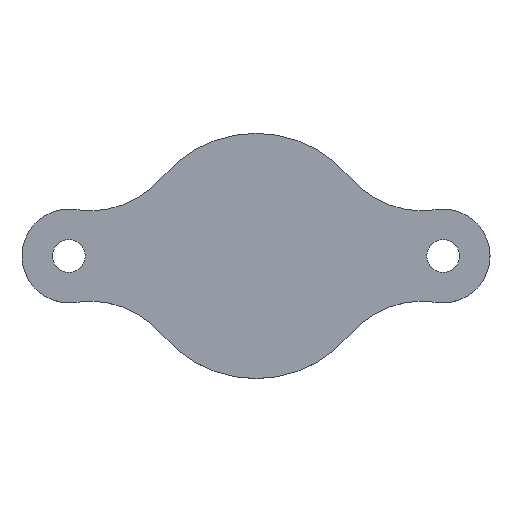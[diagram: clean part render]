
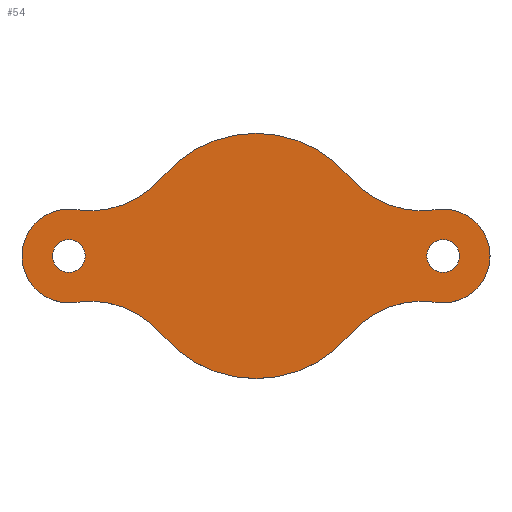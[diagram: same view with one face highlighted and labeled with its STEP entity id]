
A CAD part, top view. The second image highlights one B-rep face of the part: STEP entity #54.
In plain terms, the highlighted planar face has unit normal (0, 0, 1).
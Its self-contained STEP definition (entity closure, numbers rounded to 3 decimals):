
#54=ADVANCED_FACE('',(#76,#78,#80),#82,.T.);
#76=FACE_BOUND('',#77,.T.);
#77=EDGE_LOOP('',(#171,#172,#173,#174,#175,#176,#177,#178));
#78=FACE_BOUND('',#79,.T.);
#79=EDGE_LOOP('',(#179));
#80=FACE_BOUND('',#81,.T.);
#81=EDGE_LOOP('',(#180));
#82=PLANE('',#83);
#83=AXIS2_PLACEMENT_3D('',#84,#85,#86);
#84=CARTESIAN_POINT('',(0.,0.,1.6));
#85=DIRECTION('',(0.,0.,1.));
#86=DIRECTION('',(-1.,0.,0.));
#171=ORIENTED_EDGE('',*,*,#227,.T.);
#172=ORIENTED_EDGE('',*,*,#228,.T.);
#173=ORIENTED_EDGE('',*,*,#229,.T.);
#174=ORIENTED_EDGE('',*,*,#230,.T.);
#175=ORIENTED_EDGE('',*,*,#231,.T.);
#176=ORIENTED_EDGE('',*,*,#232,.T.);
#177=ORIENTED_EDGE('',*,*,#233,.T.);
#178=ORIENTED_EDGE('',*,*,#234,.T.);
#179=ORIENTED_EDGE('',*,*,#235,.T.);
#180=ORIENTED_EDGE('',*,*,#236,.T.);
#227=EDGE_CURVE('',#265,#266,#267,.T.);
#228=EDGE_CURVE('',#266,#268,#269,.T.);
#229=EDGE_CURVE('',#268,#270,#271,.T.);
#230=EDGE_CURVE('',#270,#272,#273,.T.);
#231=EDGE_CURVE('',#272,#274,#275,.T.);
#232=EDGE_CURVE('',#274,#276,#277,.T.);
#233=EDGE_CURVE('',#276,#278,#279,.T.);
#234=EDGE_CURVE('',#278,#265,#280,.T.);
#235=EDGE_CURVE('',#281,#281,#282,.F.);
#236=EDGE_CURVE('',#283,#283,#284,.F.);
#265=VERTEX_POINT('',#343);
#266=VERTEX_POINT('',#344);
#267=CIRCLE('',#345,13.1);
#268=VERTEX_POINT('',#349);
#269=CIRCLE('',#350,10.);
#270=VERTEX_POINT('',#354);
#271=CIRCLE('',#355,5.);
#272=VERTEX_POINT('',#359);
#273=CIRCLE('',#360,10.);
#274=VERTEX_POINT('',#364);
#275=CIRCLE('',#365,13.1);
#276=VERTEX_POINT('',#369);
#277=CIRCLE('',#370,10.);
#278=VERTEX_POINT('',#374);
#279=CIRCLE('',#375,5.);
#280=CIRCLE('',#379,10.);
#281=VERTEX_POINT('',#383);
#282=CIRCLE('',#384,1.75);
#283=VERTEX_POINT('',#388);
#284=CIRCLE('',#389,1.75);
#343=CARTESIAN_POINT('',(-10.046,-8.407,1.6));
#344=CARTESIAN_POINT('',(10.046,-8.407,1.6));
#345=AXIS2_PLACEMENT_3D('',#346,#347,#348);
#346=CARTESIAN_POINT('',(0.,0.,1.6));
#347=DIRECTION('',(0.,0.,1.));
#348=DIRECTION('',(-0.767,-0.642,0.));
#349=CARTESIAN_POINT('',(19.238,-4.942,1.6));
#350=AXIS2_PLACEMENT_3D('',#351,#352,#353);
#351=CARTESIAN_POINT('',(17.715,-14.825,1.6));
#352=DIRECTION('',(0.,0.,-1.));
#353=DIRECTION('',(-0.767,0.642,0.));
#354=CARTESIAN_POINT('',(19.238,4.942,1.6));
#355=AXIS2_PLACEMENT_3D('',#356,#357,#358);
#356=CARTESIAN_POINT('',(20.,0.,1.6));
#357=DIRECTION('',(0.,0.,1.));
#358=DIRECTION('',(-0.152,-0.988,0.));
#359=CARTESIAN_POINT('',(10.046,8.407,1.6));
#360=AXIS2_PLACEMENT_3D('',#361,#362,#363);
#361=CARTESIAN_POINT('',(17.715,14.825,1.6));
#362=DIRECTION('',(0.,0.,-1.));
#363=DIRECTION('',(0.152,-0.988,0.));
#364=CARTESIAN_POINT('',(-10.046,8.407,1.6));
#365=AXIS2_PLACEMENT_3D('',#366,#367,#368);
#366=CARTESIAN_POINT('',(0.,0.,1.6));
#367=DIRECTION('',(0.,0.,1.));
#368=DIRECTION('',(0.767,0.642,0.));
#369=CARTESIAN_POINT('',(-19.238,4.942,1.6));
#370=AXIS2_PLACEMENT_3D('',#371,#372,#373);
#371=CARTESIAN_POINT('',(-17.715,14.825,1.6));
#372=DIRECTION('',(0.,0.,-1.));
#373=DIRECTION('',(0.767,-0.642,0.));
#374=CARTESIAN_POINT('',(-19.238,-4.942,1.6));
#375=AXIS2_PLACEMENT_3D('',#376,#377,#378);
#376=CARTESIAN_POINT('',(-20.,0.,1.6));
#377=DIRECTION('',(0.,0.,1.));
#378=DIRECTION('',(0.152,0.988,0.));
#379=AXIS2_PLACEMENT_3D('',#380,#381,#382);
#380=CARTESIAN_POINT('',(-17.715,-14.825,1.6));
#381=DIRECTION('',(0.,0.,-1.));
#382=DIRECTION('',(-0.152,0.988,0.));
#383=CARTESIAN_POINT('',(20.,1.75,1.6));
#384=AXIS2_PLACEMENT_3D('',#385,#386,#387);
#385=CARTESIAN_POINT('',(20.,0.,1.6));
#386=DIRECTION('',(0.,0.,1.));
#387=DIRECTION('',(0.,1.,0.));
#388=CARTESIAN_POINT('',(-20.,1.75,1.6));
#389=AXIS2_PLACEMENT_3D('',#390,#391,#392);
#390=CARTESIAN_POINT('',(-20.,0.,1.6));
#391=DIRECTION('',(0.,0.,1.));
#392=DIRECTION('',(0.,1.,0.));
